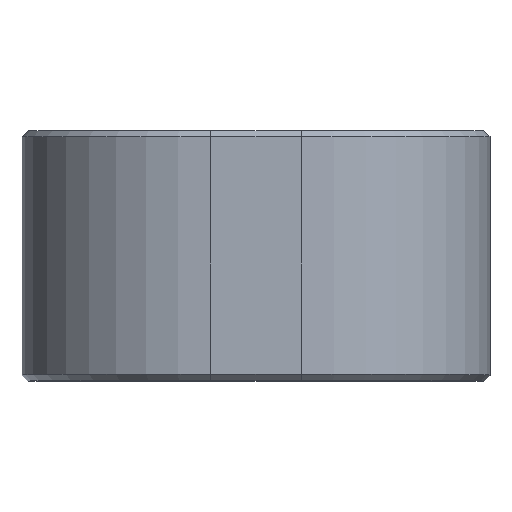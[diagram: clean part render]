
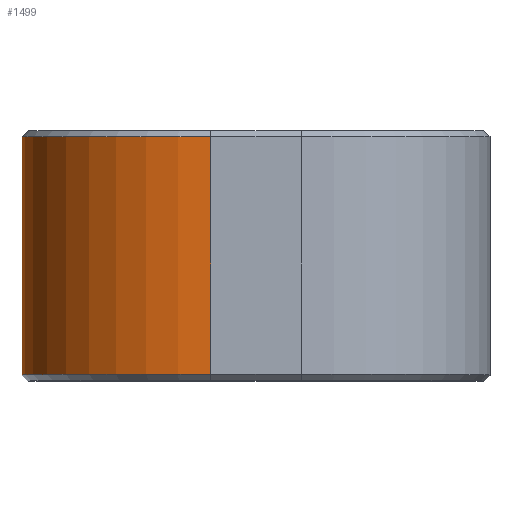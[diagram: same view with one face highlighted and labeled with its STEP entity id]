
A CAD part, top view. The second image highlights one B-rep face of the part: STEP entity #1499.
In plain terms, the highlighted cylindrical face has radius 25 mm (diameter 50 mm), a partial arc.
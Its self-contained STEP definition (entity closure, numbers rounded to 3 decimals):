
#48=CYLINDRICAL_SURFACE('',#1627,25.);
#150=FACE_OUTER_BOUND('',#251,.T.);
#251=EDGE_LOOP('',(#1136,#1137,#1138,#1139));
#358=LINE('',#2293,#487);
#380=LINE('',#2487,#509);
#487=VECTOR('',#1840,10.);
#509=VECTOR('',#1904,10.);
#596=CIRCLE('',#1617,25.);
#602=CIRCLE('',#1628,25.);
#686=VERTEX_POINT('',#2287);
#688=VERTEX_POINT('',#2291);
#700=VERTEX_POINT('',#2321);
#713=VERTEX_POINT('',#2485);
#834=EDGE_CURVE('',#686,#688,#358,.T.);
#852=EDGE_CURVE('',#686,#700,#596,.T.);
#872=EDGE_CURVE('',#713,#688,#602,.T.);
#873=EDGE_CURVE('',#713,#700,#380,.T.);
#1136=ORIENTED_EDGE('',*,*,#852,.F.);
#1137=ORIENTED_EDGE('',*,*,#834,.T.);
#1138=ORIENTED_EDGE('',*,*,#872,.F.);
#1139=ORIENTED_EDGE('',*,*,#873,.T.);
#1499=ADVANCED_FACE('',(#150),#48,.T.);
#1617=AXIS2_PLACEMENT_3D('',#2331,#1872,#1873);
#1627=AXIS2_PLACEMENT_3D('',#2484,#1900,#1901);
#1628=AXIS2_PLACEMENT_3D('',#2486,#1902,#1903);
#1840=DIRECTION('',(0.,-1.,0.));
#1872=DIRECTION('center_axis',(0.,1.,0.));
#1873=DIRECTION('ref_axis',(-0.707,0.,0.707));
#1900=DIRECTION('center_axis',(0.,-1.,0.));
#1901=DIRECTION('ref_axis',(-0.707,0.,0.707));
#1902=DIRECTION('center_axis',(0.,-1.,0.));
#1903=DIRECTION('ref_axis',(-0.707,0.,0.707));
#1904=DIRECTION('',(0.,1.,0.));
#2287=CARTESIAN_POINT('',(-31.,15.75,69.02));
#2291=CARTESIAN_POINT('',(-31.,-15.75,69.02));
#2293=CARTESIAN_POINT('',(-31.,8.275,69.02));
#2321=CARTESIAN_POINT('',(-6.,15.75,94.02));
#2331=CARTESIAN_POINT('Origin',(-6.,15.75,69.02));
#2484=CARTESIAN_POINT('Origin',(-6.,8.275,69.02));
#2485=CARTESIAN_POINT('',(-6.,-15.75,94.02));
#2486=CARTESIAN_POINT('Origin',(-6.,-15.75,69.02));
#2487=CARTESIAN_POINT('',(-6.,8.275,94.02));
